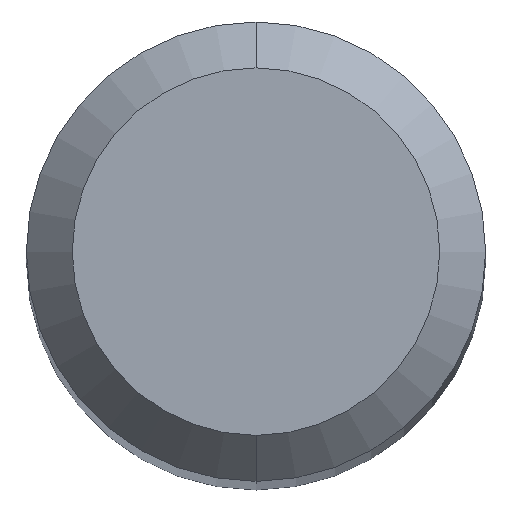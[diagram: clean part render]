
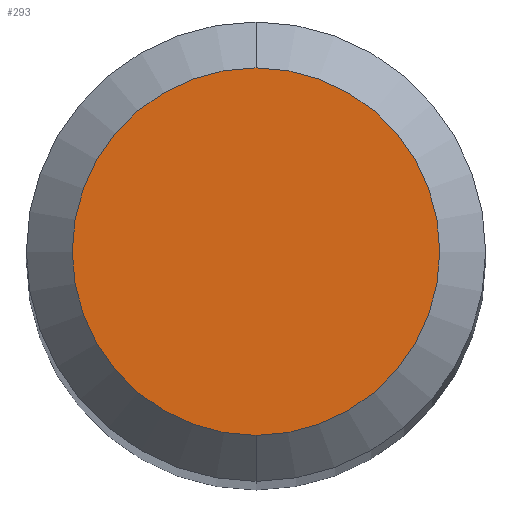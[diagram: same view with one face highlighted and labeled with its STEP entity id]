
A CAD part, top view. The second image highlights one B-rep face of the part: STEP entity #293.
In plain terms, the highlighted planar face has unit normal (0, 0, 1).
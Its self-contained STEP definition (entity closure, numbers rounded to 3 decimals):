
#293=ADVANCED_FACE('',(#612),#613,.T.);
#353=EDGE_CURVE('',#403,#461,#680,.T.);
#403=VERTEX_POINT('',#734);
#461=VERTEX_POINT('',#798);
#463=EDGE_CURVE('',#461,#403,#800,.T.);
#612=FACE_OUTER_BOUND('',#1113,.T.);
#613=PLANE('',#1114);
#680=CIRCLE('',#1269,1.2);
#734=CARTESIAN_POINT('',(0.0,1.2,0.0));
#798=CARTESIAN_POINT('',(0.,-1.2,0.0));
#800=CIRCLE('',#1443,1.2);
#1113=EDGE_LOOP('',(#1571,#1572));
#1114=AXIS2_PLACEMENT_3D('',#1573,#1574,#1575);
#1269=AXIS2_PLACEMENT_3D('',#1652,#1653,#1654);
#1443=AXIS2_PLACEMENT_3D('',#1802,#1803,#1804);
#1571=ORIENTED_EDGE('',*,*,#353,.F.);
#1572=ORIENTED_EDGE('',*,*,#463,.F.);
#1573=CARTESIAN_POINT('',(0.0,0.6,0.0));
#1574=DIRECTION('',(-0.0,0.0,1.0));
#1575=DIRECTION('',(0.0,-1.0,0.0));
#1652=CARTESIAN_POINT('',(0.0,0.0,0.0));
#1653=DIRECTION('',(0.0,0.0,-1.0));
#1654=DIRECTION('',(0.0,1.0,0.0));
#1802=CARTESIAN_POINT('',(0.0,0.0,0.0));
#1803=DIRECTION('',(0.0,0.0,-1.0));
#1804=DIRECTION('',(0.0,1.0,0.0));
